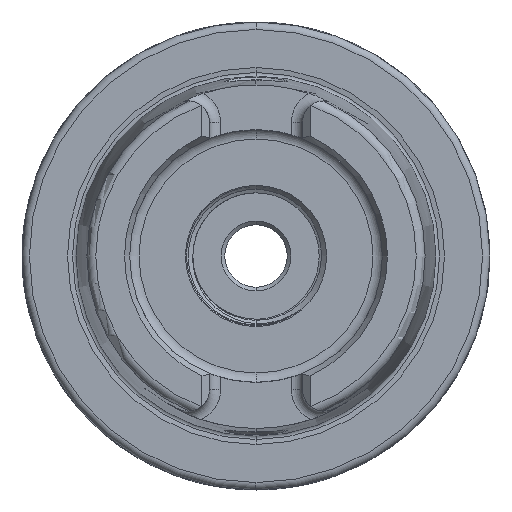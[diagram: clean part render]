
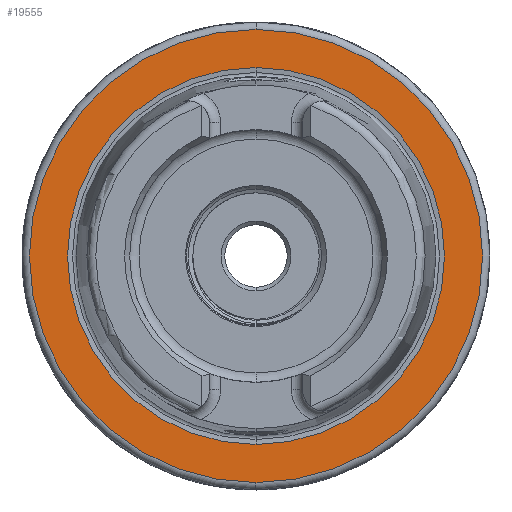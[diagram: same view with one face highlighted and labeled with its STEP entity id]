
A CAD part, left-side view. The second image highlights one B-rep face of the part: STEP entity #19555.
In plain terms, the highlighted planar face has unit normal (-1, 0, 0).
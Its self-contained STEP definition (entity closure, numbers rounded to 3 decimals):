
#15943 = CIRCLE ( 'NONE', #19449, 30.5 ) ;
#15947 = CIRCLE ( 'NONE', #19441, 25.369 ) ;
#16019 = CARTESIAN_POINT ( 'NONE',  ( 0., 0., 0. ) ) ;
#16020 = DIRECTION ( 'NONE',  ( -1., 0., 0. ) ) ;
#16021 = DIRECTION ( 'NONE',  ( 0., 0., 1. ) ) ;
#16070 = CARTESIAN_POINT ( 'NONE',  ( 0., 0., 0. ) ) ;
#16071 = DIRECTION ( 'NONE',  ( 1., 0., 0. ) ) ;
#16072 = DIRECTION ( 'NONE',  ( 0., 0., -1. ) ) ;
#19441 = AXIS2_PLACEMENT_3D ( 'NONE', #16070, #16071, #16072 ) ;
#19449 = AXIS2_PLACEMENT_3D ( 'NONE', #16019, #16020, #16021 ) ;
#19555 = ADVANCED_FACE ( 'NONE', ( #20382, #20385 ), #26979, .T. ) ;
#19638 = VERTEX_POINT ( 'NONE', #31908 ) ;
#19672 = AXIS2_PLACEMENT_3D ( 'NONE', #33877, #33878, #33879 ) ;
#19673 = AXIS2_PLACEMENT_3D ( 'NONE', #33880, #33881, #33882 ) ;
#19707 = EDGE_LOOP ( 'NONE', ( #20495, #20494 ) ) ;
#20040 = EDGE_LOOP ( 'NONE', ( #20492, #20493 ) ) ;
#20378 = AXIS2_PLACEMENT_3D ( 'NONE', #26980, #26981, #26982 ) ;
#20382 = FACE_OUTER_BOUND ( 'NONE', #20040, .T. ) ;
#20385 = FACE_BOUND ( 'NONE', #19707, .T. ) ;
#20492 = ORIENTED_EDGE ( 'NONE', *, *, #36049, .T. ) ;
#20493 = ORIENTED_EDGE ( 'NONE', *, *, #23276, .T. ) ;
#20494 = ORIENTED_EDGE ( 'NONE', *, *, #23275, .T. ) ;
#20495 = ORIENTED_EDGE ( 'NONE', *, *, #36057, .T. ) ;
#20552 = VERTEX_POINT ( 'NONE', #32829 ) ;
#20553 = VERTEX_POINT ( 'NONE', #32830 ) ;
#20571 = VERTEX_POINT ( 'NONE', #31190 ) ;
#23019 = CIRCLE ( 'NONE', #19672, 25.369 ) ;
#23020 = CIRCLE ( 'NONE', #19673, 30.5 ) ;
#23275 = EDGE_CURVE ( 'NONE', #19638, #20552, #23019, .T. ) ;
#23276 = EDGE_CURVE ( 'NONE', #20553, #20571, #23020, .T. ) ;
#26979 = PLANE ( 'NONE',  #20378 ) ;
#26980 = CARTESIAN_POINT ( 'NONE',  ( 0., 25.369, 0. ) ) ;
#26981 = DIRECTION ( 'NONE',  ( -1., 0., 0. ) ) ;
#26982 = DIRECTION ( 'NONE',  ( 0., 0., 1. ) ) ;
#31190 = CARTESIAN_POINT ( 'NONE',  ( 0., 0., 30.5 ) ) ;
#31908 = CARTESIAN_POINT ( 'NONE',  ( 0., 0., -25.369 ) ) ;
#32829 = CARTESIAN_POINT ( 'NONE',  ( 0., 0., 25.369 ) ) ;
#32830 = CARTESIAN_POINT ( 'NONE',  ( 0., 0., -30.5 ) ) ;
#33877 = CARTESIAN_POINT ( 'NONE',  ( 0., 0., 0. ) ) ;
#33878 = DIRECTION ( 'NONE',  ( 1., 0., 0. ) ) ;
#33879 = DIRECTION ( 'NONE',  ( 0., 0., -1. ) ) ;
#33880 = CARTESIAN_POINT ( 'NONE',  ( 0., 0., 0. ) ) ;
#33881 = DIRECTION ( 'NONE',  ( -1., 0., 0. ) ) ;
#33882 = DIRECTION ( 'NONE',  ( 0., 0., 1. ) ) ;
#36049 = EDGE_CURVE ( 'NONE', #20571, #20553, #15943, .T. ) ;
#36057 = EDGE_CURVE ( 'NONE', #20552, #19638, #15947, .T. ) ;
